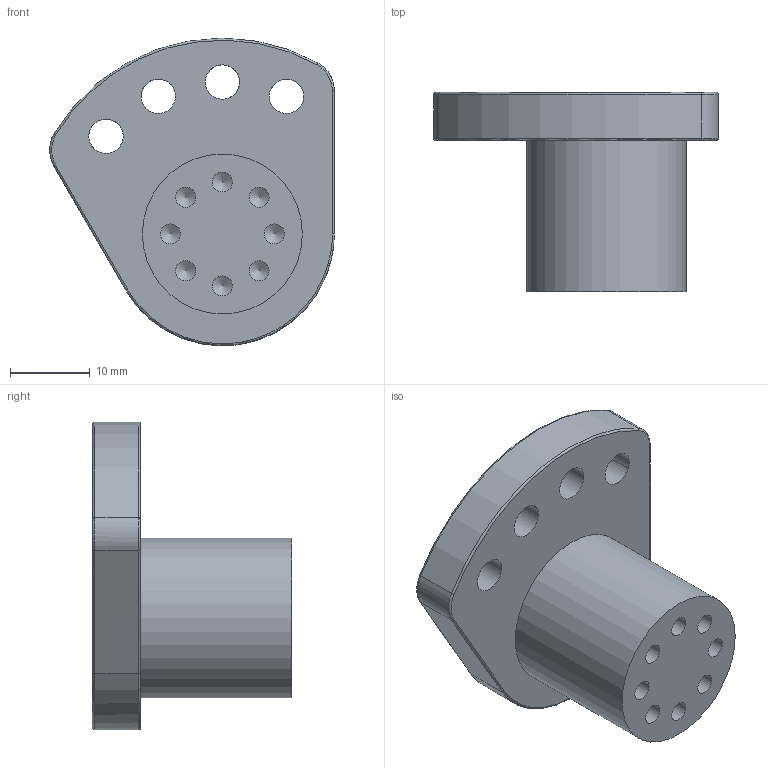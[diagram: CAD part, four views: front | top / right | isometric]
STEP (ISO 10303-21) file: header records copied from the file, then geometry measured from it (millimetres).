
FILE_DESCRIPTION(/* description */ (''),/* implementation_level */ '2;1');
FILE_NAME(/* name */ '20_A.stp',/* time_stamp */ '2022-11-21T10:35:28+08:00',/* author */ (''),/* organization */ (''),/* preprocessor_version */ 'ST-DEVELOPER v16.7',/* originating_system */ 'SIEMENS PLM Software NX 12.0',/* authorisation */ '');
FILE_SCHEMA (('AUTOMOTIVE_DESIGN { 1 0 10303 214 3 1 1 1 }'));
Length unit declared in the file: millimetre
Products named in the file (1): 20_A.stp
Bounding box: 35.6 x 24.9 x 38.5 mm (x, y, z)
Volume: 11082.3 mm3; surface area: 5287.5 mm2
Topology: 1 solids, 1 shells, 51 faces, 127 edges, 81 vertices
Faces by surface type: cylinder 24, torus 8, cone 8, plane 7, bspline 4
Full cylindrical faces by diameter (mm): 2.5 x8, 19.94 x1, 20 x1
Entity records: 1797 total; most frequent: CARTESIAN_POINT 737, DIRECTION 203, ORIENTED_EDGE 184, EDGE_CURVE 92, AXIS2_PLACEMENT_3D 92, EDGE_LOOP 80, VERTEX_POINT 72, FACE_BOUND 59
